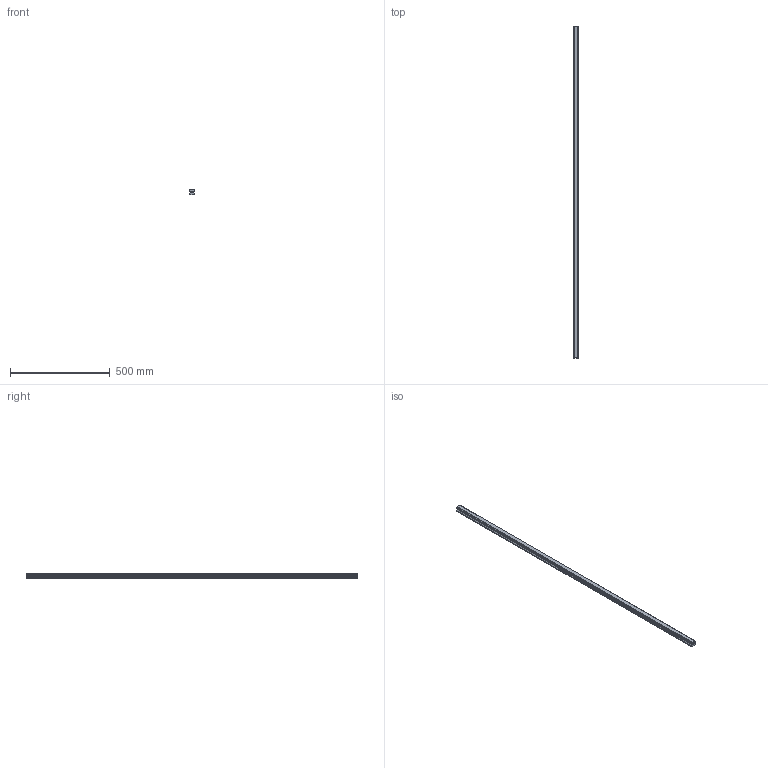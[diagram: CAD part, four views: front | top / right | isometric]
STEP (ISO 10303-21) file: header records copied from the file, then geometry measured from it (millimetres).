
FILE_DESCRIPTION(('STEP AP214'),'1');
FILE_NAME('cctmp_CA39C0E9-1651-4860-8D9D-7362A66487CD_2021_01_26_14_28_03_0284..stp','2021-01-26T13:28:03',('HIWIN GmbH'),('CADClick - www.CADClick.com'),'Spatial InterOp 3D',' ','unknown authorization');
FILE_SCHEMA(('AUTOMOTIVE_DESIGN'));
Length unit declared in the file: millimetre
Products named in the file (1): HGR30T1660C_FILE
Bounding box: 28 x 1660 x 26 mm (x, y, z)
Volume: 1006869 mm3; surface area: 191593.4 mm2
Topology: 1 solids, 1 shells, 199 faces, 537 edges, 323 vertices
Faces by surface type: plane 93, cylinder 64, cone 42
Entity records: 7505 total; most frequent: DIRECTION 1023, CARTESIAN_POINT 1018, ORIENTED_EDGE 990, EDGE_CURVE 495, LINE 367, VECTOR 367, AXIS2_PLACEMENT_3D 328, VERTEX_POINT 323
